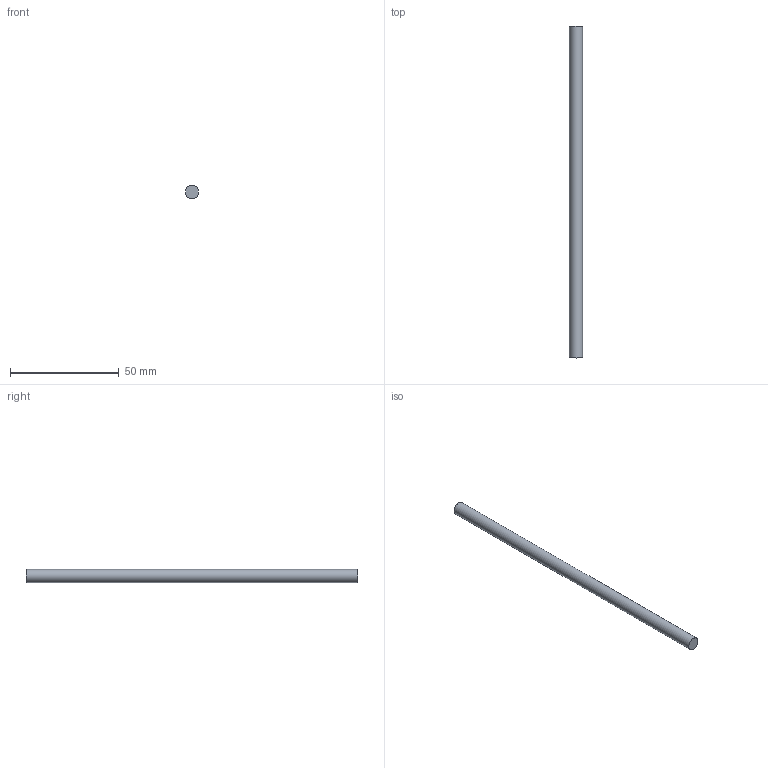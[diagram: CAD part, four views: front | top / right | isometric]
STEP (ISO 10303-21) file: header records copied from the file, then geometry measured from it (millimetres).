
FILE_DESCRIPTION(('', 'CAx-IF Rec.Pracs.---Representation and Presentation of Product Manufacturing Information (PMI)---4.0---2014-10-13'),'2;1');
FILE_NAME('SG1975.STP', '2021-03-24T18:10:08',(''), (''), 'Kubotek Kosmos Version 3.0.7268.7268', 'KeyCreator Pro', '');
FILE_SCHEMA(('AP242_MANAGED_MODEL_BASED_3D_ENGINEERING_MIM_LF { 1 0 10303 442 1 1 4 }'));
Length unit declared in the file: inch
Bounding box: 6 x 152.4 x 6 mm (x, y, z)
Volume: 4309 mm3; surface area: 2929.2 mm2
Topology: 1 solids, 1 shells, 3 faces, 3 edges, 2 vertices
Faces by surface type: plane 2, cylinder 1
Full cylindrical faces by diameter (mm): 6 x1
Entity records: 83 total; most frequent: DIRECTION 13, CARTESIAN_POINT 9, AXIS2_PLACEMENT_3D 6, ORIENTED_EDGE 6, EDGE_CURVE 3, EDGE_LOOP 3, FACE_OUTER_BOUND 3, ADVANCED_FACE 3
